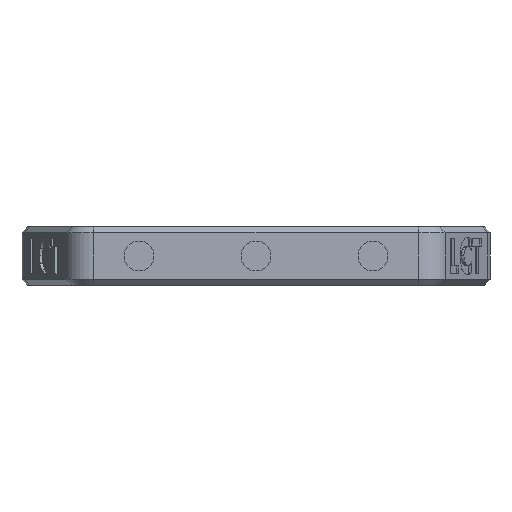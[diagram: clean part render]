
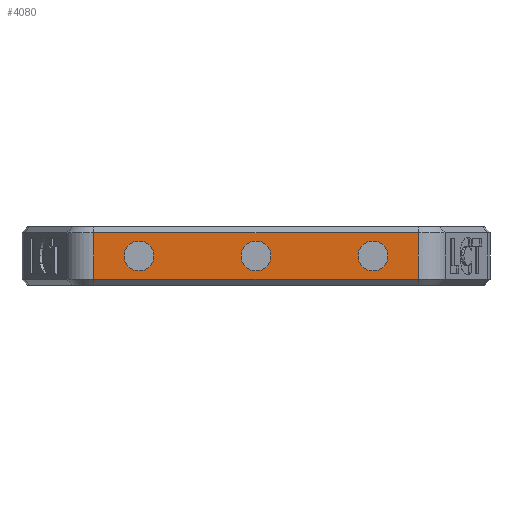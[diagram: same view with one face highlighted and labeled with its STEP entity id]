
A CAD part, front view. The second image highlights one B-rep face of the part: STEP entity #4080.
In plain terms, the highlighted planar face has unit normal (0, -1, 0).
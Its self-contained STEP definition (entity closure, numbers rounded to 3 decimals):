
#160=FACE_BOUND('',#816,.T.);
#161=FACE_BOUND('',#817,.T.);
#162=FACE_BOUND('',#818,.T.);
#336=CIRCLE('',#4360,2.558);
#337=CIRCLE('',#4361,2.558);
#338=CIRCLE('',#4362,2.558);
#562=FACE_OUTER_BOUND('',#815,.T.);
#815=EDGE_LOOP('',(#2894,#2895,#2896,#2897));
#816=EDGE_LOOP('',(#2898));
#817=EDGE_LOOP('',(#2899));
#818=EDGE_LOOP('',(#2900));
#1149=LINE('',#5842,#1480);
#1188=LINE('',#6077,#1519);
#1189=LINE('',#6081,#1520);
#1190=LINE('',#6082,#1521);
#1480=VECTOR('',#4745,10.);
#1519=VECTOR('',#4832,10.);
#1520=VECTOR('',#4837,10.);
#1521=VECTOR('',#4838,10.);
#1809=VERTEX_POINT('',#5833);
#1811=VERTEX_POINT('',#5840);
#1873=VERTEX_POINT('',#6076);
#1874=VERTEX_POINT('',#6080);
#1875=VERTEX_POINT('',#6083);
#1876=VERTEX_POINT('',#6085);
#1877=VERTEX_POINT('',#6087);
#2196=EDGE_CURVE('',#1811,#1809,#1149,.T.);
#2269=EDGE_CURVE('',#1809,#1873,#1188,.T.);
#2271=EDGE_CURVE('',#1874,#1811,#1189,.T.);
#2272=EDGE_CURVE('',#1873,#1874,#1190,.T.);
#2273=EDGE_CURVE('',#1875,#1875,#336,.T.);
#2274=EDGE_CURVE('',#1876,#1876,#337,.T.);
#2275=EDGE_CURVE('',#1877,#1877,#338,.T.);
#2894=ORIENTED_EDGE('',*,*,#2196,.F.);
#2895=ORIENTED_EDGE('',*,*,#2271,.F.);
#2896=ORIENTED_EDGE('',*,*,#2272,.F.);
#2897=ORIENTED_EDGE('',*,*,#2269,.F.);
#2898=ORIENTED_EDGE('',*,*,#2273,.T.);
#2899=ORIENTED_EDGE('',*,*,#2274,.T.);
#2900=ORIENTED_EDGE('',*,*,#2275,.T.);
#3985=PLANE('',#4359);
#4080=ADVANCED_FACE('',(#562,#160,#161,#162),#3985,.T.);
#4359=AXIS2_PLACEMENT_3D('',#6079,#4835,#4836);
#4360=AXIS2_PLACEMENT_3D('',#6084,#4839,#4840);
#4361=AXIS2_PLACEMENT_3D('',#6086,#4841,#4842);
#4362=AXIS2_PLACEMENT_3D('',#6088,#4843,#4844);
#4745=DIRECTION('',(-1.,0.,0.));
#4832=DIRECTION('',(0.,0.,1.));
#4835=DIRECTION('center_axis',(0.,-1.,0.));
#4836=DIRECTION('ref_axis',(1.,0.,0.));
#4837=DIRECTION('',(0.,0.,-1.));
#4838=DIRECTION('',(1.,0.,0.));
#4839=DIRECTION('center_axis',(0.,1.,0.));
#4840=DIRECTION('ref_axis',(1.,0.,0.));
#4841=DIRECTION('center_axis',(0.,1.,0.));
#4842=DIRECTION('ref_axis',(1.,0.,0.));
#4843=DIRECTION('center_axis',(0.,1.,0.));
#4844=DIRECTION('ref_axis',(1.,0.,0.));
#5833=CARTESIAN_POINT('',(52.293,-162.839,150.));
#5840=CARTESIAN_POINT('',(107.827,-162.839,150.));
#5842=CARTESIAN_POINT('',(64.56,-162.839,150.));
#6076=CARTESIAN_POINT('',(52.293,-162.839,158.));
#6077=CARTESIAN_POINT('',(52.293,-162.839,149.));
#6079=CARTESIAN_POINT('Origin',(49.06,-162.839,149.));
#6080=CARTESIAN_POINT('',(107.827,-162.839,158.));
#6081=CARTESIAN_POINT('',(107.827,-162.839,149.));
#6082=CARTESIAN_POINT('',(64.56,-162.839,158.));
#6083=CARTESIAN_POINT('',(97.502,-162.839,154.));
#6084=CARTESIAN_POINT('Origin',(100.06,-162.839,154.));
#6085=CARTESIAN_POINT('',(77.502,-162.839,154.));
#6086=CARTESIAN_POINT('Origin',(80.06,-162.839,154.));
#6087=CARTESIAN_POINT('',(57.502,-162.839,154.));
#6088=CARTESIAN_POINT('Origin',(60.06,-162.839,154.));
